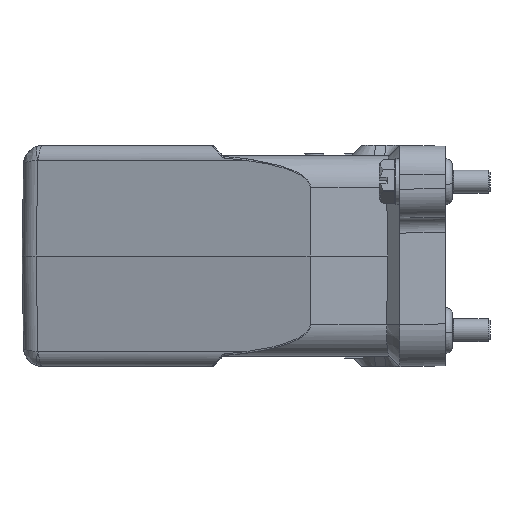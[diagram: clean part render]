
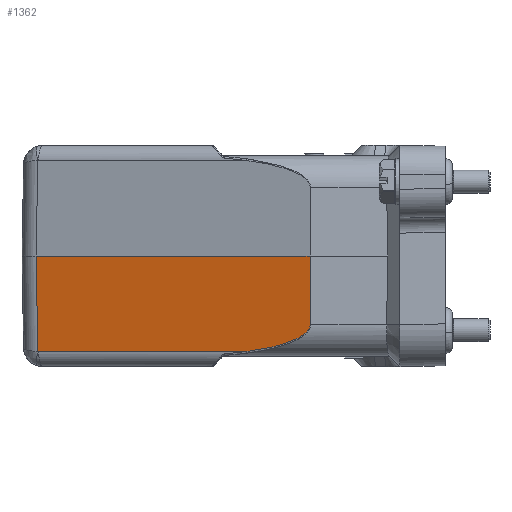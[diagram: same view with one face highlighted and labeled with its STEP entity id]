
A CAD part, left-side view. The second image highlights one B-rep face of the part: STEP entity #1362.
In plain terms, the highlighted planar face has unit normal (-0.966, 0.259, -0.018).
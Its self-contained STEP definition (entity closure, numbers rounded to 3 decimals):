
#416=B_SPLINE_CURVE_WITH_KNOTS('',3,(#13876,#13877,#13878,#13879,#13880,
#13881,#13882,#13883,#13884,#13885,#13886,#13887,#13888,#13889,#13890,#13891,
#13892,#13893,#13894,#13895),.UNSPECIFIED.,.F.,.F.,(4,2,2,2,2,2,2,2,2,4),
(0.,0.031,0.063,0.125,0.188,0.25,0.375,0.5,0.75,1.),.UNSPECIFIED.);
#460=B_SPLINE_CURVE_WITH_KNOTS('',3,(#14948,#14949,#14950,#14951),
 .UNSPECIFIED.,.F.,.F.,(4,4),(0.,1.),.UNSPECIFIED.);
#974=PLANE('',#9448);
#1362=ADVANCED_FACE('NONE',(#2011),#974,.T.);
#2011=FACE_OUTER_BOUND('',#2538,.T.);
#2538=EDGE_LOOP('',(#4146,#4147,#4148,#4149,#4150,#4151));
#4146=ORIENTED_EDGE('',*,*,#7232,.T.);
#4147=ORIENTED_EDGE('',*,*,#7233,.T.);
#4148=ORIENTED_EDGE('',*,*,#7234,.T.);
#4149=ORIENTED_EDGE('',*,*,#7235,.F.);
#4150=ORIENTED_EDGE('',*,*,#7022,.F.);
#4151=ORIENTED_EDGE('',*,*,#7020,.F.);
#6044=VERTEX_POINT('',#13858);
#6045=VERTEX_POINT('',#13868);
#6046=VERTEX_POINT('',#13875);
#6154=VERTEX_POINT('',#14943);
#6155=VERTEX_POINT('',#14947);
#6156=VERTEX_POINT('',#14952);
#7020=EDGE_CURVE('NONE',#6044,#6045,#8119,.T.);
#7022=EDGE_CURVE('NONE',#6045,#6046,#416,.T.);
#7232=EDGE_CURVE('NONE',#6044,#6154,#8276,.T.);
#7233=EDGE_CURVE('NONE',#6154,#6155,#8277,.T.);
#7234=EDGE_CURVE('NONE',#6155,#6156,#460,.T.);
#7235=EDGE_CURVE('NONE',#6046,#6156,#8278,.T.);
#8119=LINE('',#13869,#8751);
#8276=LINE('',#14944,#8908);
#8277=LINE('',#14946,#8909);
#8278=LINE('',#14953,#8910);
#8751=VECTOR('',#10387,1.);
#8908=VECTOR('',#10736,1.);
#8909=VECTOR('',#10739,1.);
#8910=VECTOR('',#10740,1.);
#9448=AXIS2_PLACEMENT_3D('',#14954,#10741,#10742);
#10387=DIRECTION('',(0.017,-0.002,-1.));
#10736=DIRECTION('',(0.259,0.966,0.));
#10739=DIRECTION('',(0.013,-0.017,-1.));
#10740=DIRECTION('',(0.259,0.966,0.));
#10741=DIRECTION('',(-0.966,0.259,-0.017));
#10742=DIRECTION('',(-0.259,-0.966,0.));
#13858=CARTESIAN_POINT('',(-61.483,35.49,0.));
#13868=CARTESIAN_POINT('',(-61.17,35.448,-17.948));
#13869=CARTESIAN_POINT('',(-61.489,35.49,0.325));
#13875=CARTESIAN_POINT('',(-56.529,52.287,-25.07));
#13876=CARTESIAN_POINT('',(-61.17,35.448,-17.948));
#13877=CARTESIAN_POINT('',(-61.166,35.448,-18.152));
#13878=CARTESIAN_POINT('',(-61.155,35.477,-18.355));
#13879=CARTESIAN_POINT('',(-61.118,35.586,-18.746));
#13880=CARTESIAN_POINT('',(-61.094,35.666,-18.933));
#13881=CARTESIAN_POINT('',(-61.006,35.957,-19.465));
#13882=CARTESIAN_POINT('',(-60.93,36.218,-19.778));
#13883=CARTESIAN_POINT('',(-60.766,36.793,-20.338));
#13884=CARTESIAN_POINT('',(-60.677,37.108,-20.587));
#13885=CARTESIAN_POINT('',(-60.492,37.767,-21.042));
#13886=CARTESIAN_POINT('',(-60.397,38.11,-21.249));
#13887=CARTESIAN_POINT('',(-60.104,39.163,-21.823));
#13888=CARTESIAN_POINT('',(-59.902,39.895,-22.146));
#13889=CARTESIAN_POINT('',(-59.493,41.384,-22.724));
#13890=CARTESIAN_POINT('',(-59.285,42.142,-22.977));
#13891=CARTESIAN_POINT('',(-58.658,44.436,-23.663));
#13892=CARTESIAN_POINT('',(-58.235,45.992,-24.024));
#13893=CARTESIAN_POINT('',(-57.384,49.126,-24.629));
#13894=CARTESIAN_POINT('',(-56.957,50.704,-24.872));
#13895=CARTESIAN_POINT('',(-56.529,52.287,-25.07));
#14943=CARTESIAN_POINT('',(-42.243,107.295,0.));
#14944=CARTESIAN_POINT('',(-41.25,111.,0.));
#14946=CARTESIAN_POINT('',(-42.243,107.295,0.));
#14947=CARTESIAN_POINT('',(-41.908,106.857,-25.04));
#14948=CARTESIAN_POINT('',(-41.908,106.857,-25.04));
#14949=CARTESIAN_POINT('',(-41.928,106.778,-25.06));
#14950=CARTESIAN_POINT('',(-41.95,106.698,-25.07));
#14951=CARTESIAN_POINT('',(-41.972,106.615,-25.07));
#14952=CARTESIAN_POINT('',(-41.972,106.615,-25.07));
#14953=CARTESIAN_POINT('',(-58.394,45.327,-25.07));
#14954=CARTESIAN_POINT('',(-41.25,111.,0.));
